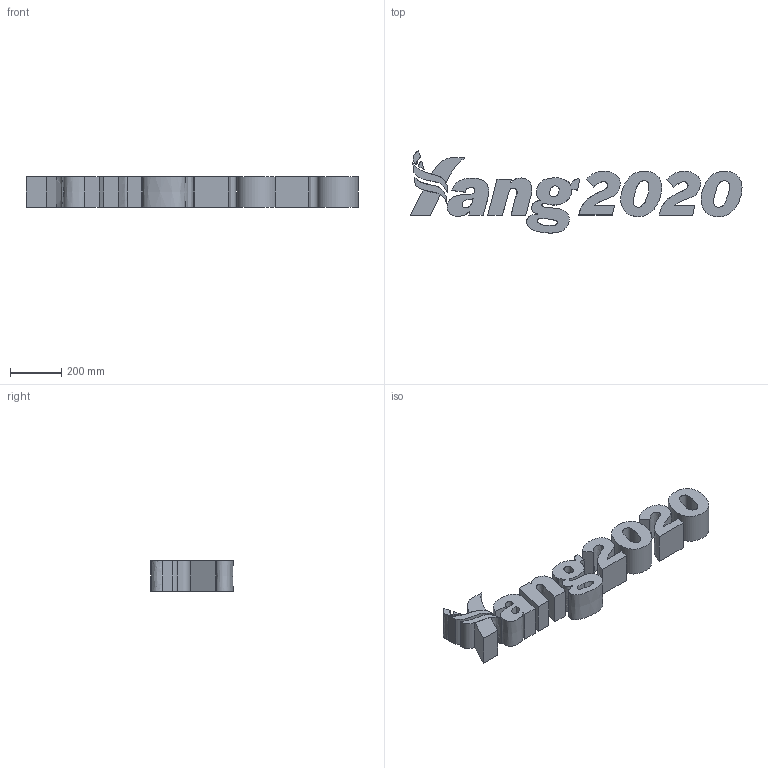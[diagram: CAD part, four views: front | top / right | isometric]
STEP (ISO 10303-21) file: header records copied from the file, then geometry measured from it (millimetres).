
FILE_DESCRIPTION(/* description */ (''),/* implementation_level */ '2;1');
FILE_NAME(/* name */ 'YANG20~1',/* time_stamp */ '2019-07-03T13:53:59-04:00',/* author */ (''),/* organization */ (''),/* preprocessor_version */ 'ST-DEVELOPER v16.5',/* originating_system */ '',/* authorisation */ '');
FILE_SCHEMA (('AUTOMOTIVE_DESIGN'));
Length unit declared in the file: inch
Products named in the file (1): Document
Bounding box: 1301.14 x 322.55 x 119.25 mm (x, y, z)
Volume: 17075437.9 mm3; surface area: 1371545.9 mm2
Topology: 13 solids, 26 shells, 105 faces, 282 edges, 216 vertices
Faces by surface type: bspline 66, plane 39
Entity records: 9069 total; most frequent: CARTESIAN_POINT 7204, ORIENTED_EDGE 462, B_SPLINE_CURVE_WITH_KNOTS 282, EDGE_CURVE 264, VERTEX_POINT 198, EDGE_LOOP 120, ADVANCED_FACE 105, FACE_OUTER_BOUND 105
